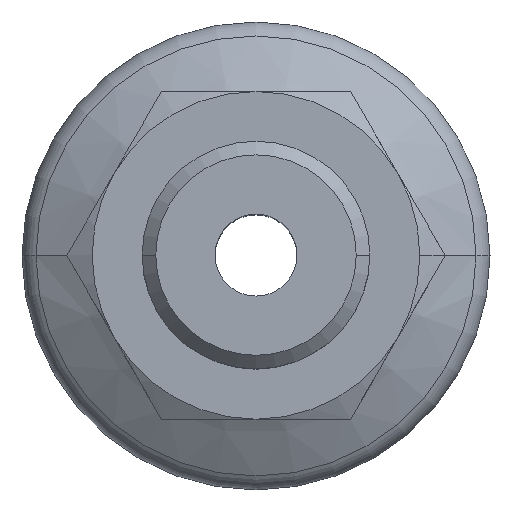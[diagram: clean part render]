
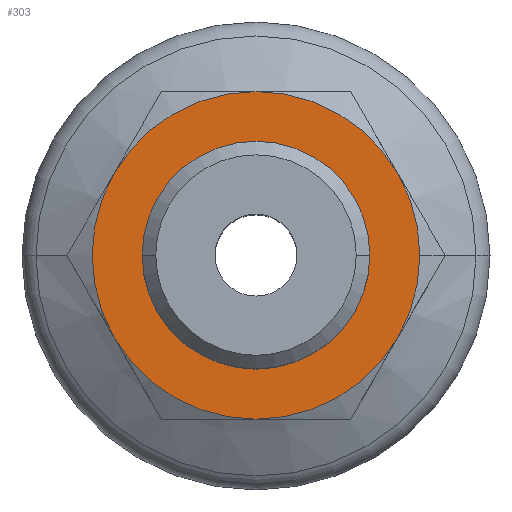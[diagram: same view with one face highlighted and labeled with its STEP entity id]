
A CAD part, top view. The second image highlights one B-rep face of the part: STEP entity #303.
In plain terms, the highlighted planar face has unit normal (0, 0, 1).
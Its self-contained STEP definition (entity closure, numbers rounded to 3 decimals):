
#3 = CARTESIAN_POINT ( 'NONE',  ( 5.25, 0., 21.5 ) ) ;
#22 = DIRECTION ( 'NONE',  ( 0., 0., 1. ) ) ;
#41 = VERTEX_POINT ( 'NONE', #344 ) ;
#80 = DIRECTION ( 'NONE',  ( 0., 0., 1. ) ) ;
#113 = DIRECTION ( 'NONE',  ( 0., 0., 1. ) ) ;
#138 = VERTEX_POINT ( 'NONE', #1033 ) ;
#149 = VERTEX_POINT ( 'NONE', #197 ) ;
#165 = VERTEX_POINT ( 'NONE', #1013 ) ;
#169 = AXIS2_PLACEMENT_3D ( 'NONE', #1421, #80, #1040 ) ;
#185 = EDGE_CURVE ( 'NONE', #41, #165, #840, .T. ) ;
#187 = CARTESIAN_POINT ( 'NONE',  ( 0., 0., 21.5 ) ) ;
#197 = CARTESIAN_POINT ( 'NONE',  ( 0., -7., 21.5 ) ) ;
#244 = AXIS2_PLACEMENT_3D ( 'NONE', #565, #1091, #1099 ) ;
#248 = DIRECTION ( 'NONE',  ( 0., 0., -1. ) ) ;
#303 = ADVANCED_FACE ( 'NONE', ( #1307, #678 ), #653, .T. ) ;
#344 = CARTESIAN_POINT ( 'NONE',  ( 0., 7., 21.5 ) ) ;
#346 = CARTESIAN_POINT ( 'NONE',  ( 6.062, 3.5, 21.5 ) ) ;
#356 = CARTESIAN_POINT ( 'NONE',  ( 0., 0., 21.5 ) ) ;
#385 = CIRCLE ( 'NONE', #169, 7. ) ;
#388 = CARTESIAN_POINT ( 'NONE',  ( 0., 0., 21.5 ) ) ;
#423 = AXIS2_PLACEMENT_3D ( 'NONE', #356, #248, #1305 ) ;
#468 = DIRECTION ( 'NONE',  ( 1., 0., 0. ) ) ;
#474 = DIRECTION ( 'NONE',  ( 1., 0., 0. ) ) ;
#487 = VERTEX_POINT ( 'NONE', #552 ) ;
#517 = CARTESIAN_POINT ( 'NONE',  ( 0., 0., 21.5 ) ) ;
#549 = DIRECTION ( 'NONE',  ( 0., 0., 1. ) ) ;
#552 = CARTESIAN_POINT ( 'NONE',  ( -6.062, -3.5, 21.5 ) ) ;
#565 = CARTESIAN_POINT ( 'NONE',  ( 0., 0., 21.5 ) ) ;
#572 = ORIENTED_EDGE ( 'NONE', *, *, #185, .T. ) ;
#588 = AXIS2_PLACEMENT_3D ( 'NONE', #757, #1409, #474 ) ;
#613 = CIRCLE ( 'NONE', #1581, 4.864 ) ;
#617 = ORIENTED_EDGE ( 'NONE', *, *, #1517, .T. ) ;
#640 = CIRCLE ( 'NONE', #1473, 7. ) ;
#653 = PLANE ( 'NONE',  #885 ) ;
#678 = FACE_BOUND ( 'NONE', #1552, .T. ) ;
#710 = ORIENTED_EDGE ( 'NONE', *, *, #1044, .T. ) ;
#719 = EDGE_CURVE ( 'NONE', #149, #1297, #782, .T. ) ;
#734 = CIRCLE ( 'NONE', #588, 7. ) ;
#736 = ORIENTED_EDGE ( 'NONE', *, *, #1354, .T. ) ;
#737 = EDGE_CURVE ( 'NONE', #487, #149, #841, .T. ) ;
#743 = EDGE_CURVE ( 'NONE', #1374, #41, #1052, .T. ) ;
#757 = CARTESIAN_POINT ( 'NONE',  ( 0., 0., 21.5 ) ) ;
#765 = CARTESIAN_POINT ( 'NONE',  ( 4.864, 0., 21.5 ) ) ;
#782 = CIRCLE ( 'NONE', #918, 7. ) ;
#840 = CIRCLE ( 'NONE', #1547, 7. ) ;
#841 = CIRCLE ( 'NONE', #244, 7. ) ;
#881 = DIRECTION ( 'NONE',  ( 0., 0., -1. ) ) ;
#885 = AXIS2_PLACEMENT_3D ( 'NONE', #3, #113, #1182 ) ;
#892 = ORIENTED_EDGE ( 'NONE', *, *, #743, .T. ) ;
#918 = AXIS2_PLACEMENT_3D ( 'NONE', #1061, #1600, #1223 ) ;
#941 = DIRECTION ( 'NONE',  ( 1., 0., 0. ) ) ;
#953 = DIRECTION ( 'NONE',  ( 1., 0., 0. ) ) ;
#1013 = CARTESIAN_POINT ( 'NONE',  ( -6.062, 3.5, 21.5 ) ) ;
#1033 = CARTESIAN_POINT ( 'NONE',  ( 7., 0., 21.5 ) ) ;
#1040 = DIRECTION ( 'NONE',  ( 1., 0., 0. ) ) ;
#1044 = EDGE_CURVE ( 'NONE', #1297, #138, #640, .T. ) ;
#1048 = CARTESIAN_POINT ( 'NONE',  ( -4.864, 0., 21.5 ) ) ;
#1052 = CIRCLE ( 'NONE', #1132, 7. ) ;
#1061 = CARTESIAN_POINT ( 'NONE',  ( 0., 0., 21.5 ) ) ;
#1091 = DIRECTION ( 'NONE',  ( 0., 0., 1. ) ) ;
#1099 = DIRECTION ( 'NONE',  ( 1., 0., 0. ) ) ;
#1125 = DIRECTION ( 'NONE',  ( 1., 0., 0. ) ) ;
#1132 = AXIS2_PLACEMENT_3D ( 'NONE', #388, #22, #953 ) ;
#1182 = DIRECTION ( 'NONE',  ( 1., 0., 0. ) ) ;
#1223 = DIRECTION ( 'NONE',  ( 1., 0., 0. ) ) ;
#1241 = EDGE_LOOP ( 'NONE', ( #710, #617, #892, #572, #1511, #1630, #1479 ) ) ;
#1286 = CARTESIAN_POINT ( 'NONE',  ( 0., 0., 21.5 ) ) ;
#1297 = VERTEX_POINT ( 'NONE', #1549 ) ;
#1305 = DIRECTION ( 'NONE',  ( 1., 0., 0. ) ) ;
#1307 = FACE_OUTER_BOUND ( 'NONE', #1241, .T. ) ;
#1322 = EDGE_CURVE ( 'NONE', #165, #487, #734, .T. ) ;
#1340 = ORIENTED_EDGE ( 'NONE', *, *, #1531, .T. ) ;
#1354 = EDGE_CURVE ( 'NONE', #1559, #1572, #613, .T. ) ;
#1365 = CIRCLE ( 'NONE', #423, 4.864 ) ;
#1374 = VERTEX_POINT ( 'NONE', #346 ) ;
#1409 = DIRECTION ( 'NONE',  ( 0., 0., 1. ) ) ;
#1421 = CARTESIAN_POINT ( 'NONE',  ( 0., 0., 21.5 ) ) ;
#1473 = AXIS2_PLACEMENT_3D ( 'NONE', #517, #549, #941 ) ;
#1479 = ORIENTED_EDGE ( 'NONE', *, *, #719, .T. ) ;
#1511 = ORIENTED_EDGE ( 'NONE', *, *, #1322, .T. ) ;
#1517 = EDGE_CURVE ( 'NONE', #138, #1374, #385, .T. ) ;
#1531 = EDGE_CURVE ( 'NONE', #1572, #1559, #1365, .T. ) ;
#1547 = AXIS2_PLACEMENT_3D ( 'NONE', #1286, #1659, #468 ) ;
#1549 = CARTESIAN_POINT ( 'NONE',  ( 6.062, -3.5, 21.5 ) ) ;
#1552 = EDGE_LOOP ( 'NONE', ( #1340, #736 ) ) ;
#1559 = VERTEX_POINT ( 'NONE', #1048 ) ;
#1572 = VERTEX_POINT ( 'NONE', #765 ) ;
#1581 = AXIS2_PLACEMENT_3D ( 'NONE', #187, #881, #1125 ) ;
#1600 = DIRECTION ( 'NONE',  ( 0., 0., 1. ) ) ;
#1630 = ORIENTED_EDGE ( 'NONE', *, *, #737, .T. ) ;
#1659 = DIRECTION ( 'NONE',  ( 0., 0., 1. ) ) ;
